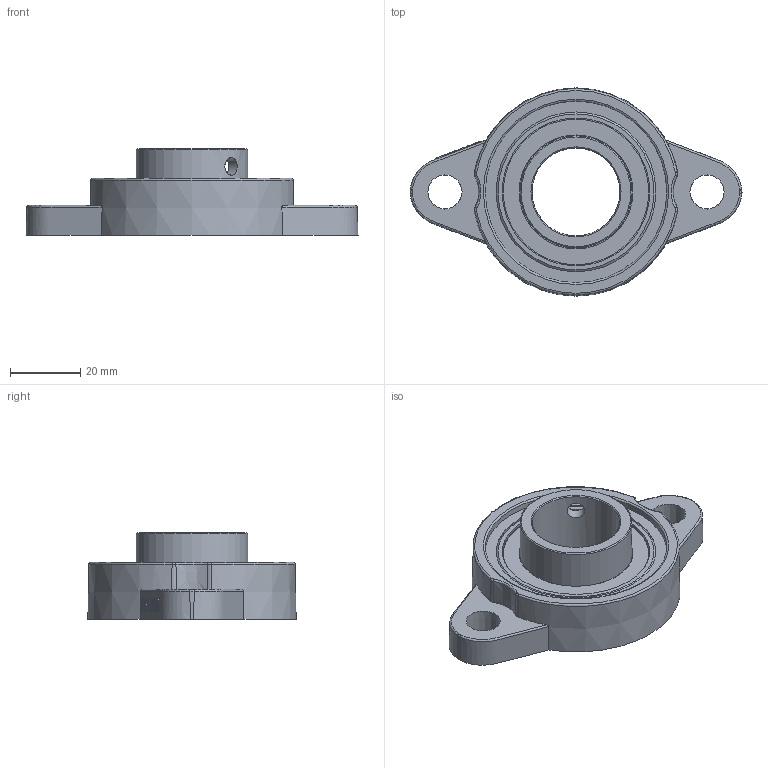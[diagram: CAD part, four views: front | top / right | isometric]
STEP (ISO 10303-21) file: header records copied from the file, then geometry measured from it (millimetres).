
FILE_DESCRIPTION(/* description */ (''),/* implementation_level */ '2;1');
FILE_NAME(/* name */ 'MKFL005.stp',/* time_stamp */ '2016-02-03T14:46:14+01:00',/* author */ ('fje'),/* organization */ (''),/* preprocessor_version */ 'ST-DEVELOPER v15.2',/* originating_system */ 'Autodesk Inventor 2014',/* authorisation */ '');
FILE_SCHEMA (('AUTOMOTIVE_DESIGN { 1 0 10303 214 3 1 1 }'));
Length unit declared in the file: millimetre
Products named in the file (1): Part29
Bounding box: 94.37 x 59.2 x 24.55 mm (x, y, z)
Volume: 36610.7 mm3; surface area: 16718.9 mm2
Topology: 2 solids, 2 shells, 281 faces, 772 edges, 512 vertices
Faces by surface type: plane 219, bspline 22, cone 19, cylinder 11, torus 10
Full cylindrical faces by diameter (mm): 5 x2, 25 x1, 31.8 x2, 32.4 x2, 41.4 x2, 42 x2
Entity records: 12539 total; most frequent: CARTESIAN_POINT 5293, ORIENTED_EDGE 1490, DIRECTION 1286, EDGE_CURVE 745, LINE 580, VECTOR 580, VERTEX_POINT 507, AXIS2_PLACEMENT_3D 353
